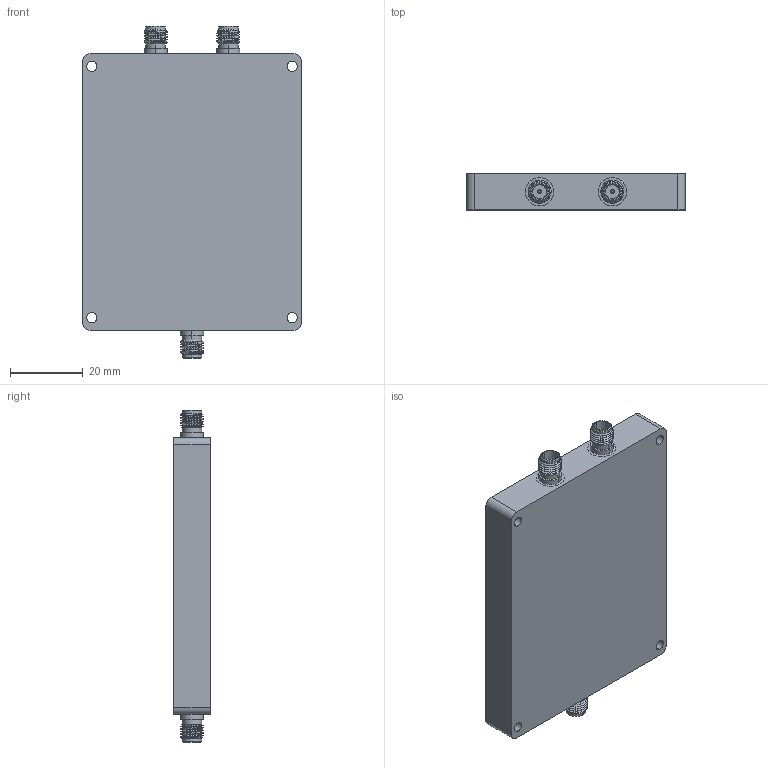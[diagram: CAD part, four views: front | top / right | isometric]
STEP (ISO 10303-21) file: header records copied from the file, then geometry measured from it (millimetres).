
FILE_DESCRIPTION (( 'STEP AP214' ), '1' );
FILE_NAME ('FMDV1203_3D.step', '2023-04-01T06:10:21', ( '' ), ( '' ), 'SwSTEP 2.0', 'SolidWorks 2022', '' );
FILE_SCHEMA (( 'AUTOMOTIVE_DESIGN' ));
Length unit declared in the file: millimetre
Products named in the file (3): FMDV1203_3D; Copy of POWER DIVIDER ENCLOSURE^FMDV1203; Copy of LCCN3022^FMDV1203
Assembly tree (4 placements, depth 2):
  FMDV1203_3D
    Copy of POWER DIVIDER ENCLOSURE^FMDV1203
    Copy of LCCN3022^FMDV1203  x3
Bounding box: 60 x 10 x 91.14 mm (x, y, z)
Volume: 47447.8 mm3; surface area: 14780.2 mm2
Topology: 7 solids, 7 shells, 12369 faces, 25140 edges, 12821 vertices
Faces by surface type: bspline 9609, cylinder 2427, plane 210, cone 123
Entity records: 343557 total; most frequent: CARTESIAN_POINT 284146, ORIENTED_EDGE 16824, EDGE_CURVE 8412, VERTEX_POINT 4295, EDGE_LOOP 4157, FACE_OUTER_BOUND 4135, ADVANCED_FACE 4135, B_SPLINE_CURVE_WITH_KNOTS 3459
